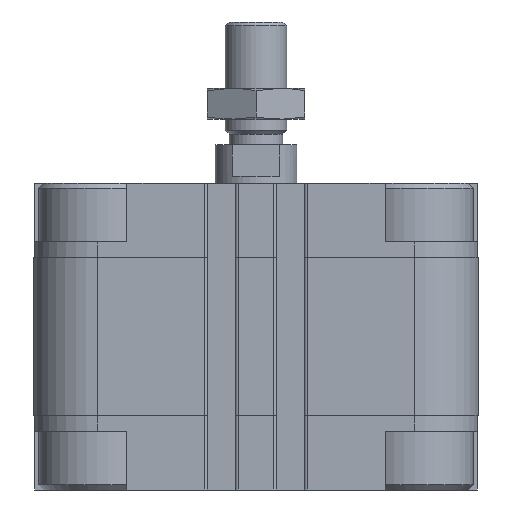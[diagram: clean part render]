
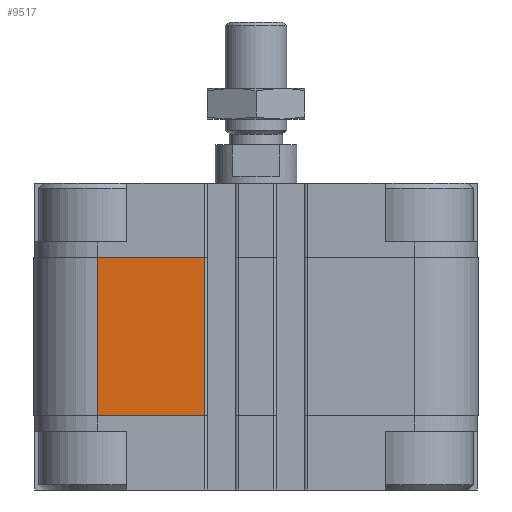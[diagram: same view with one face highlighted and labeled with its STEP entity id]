
A CAD part, front view. The second image highlights one B-rep face of the part: STEP entity #9517.
In plain terms, the highlighted face is planar.
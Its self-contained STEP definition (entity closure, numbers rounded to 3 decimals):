
#1873=ORIENTED_EDGE('',*,*,#4283,.F.);
#1874=ORIENTED_EDGE('',*,*,#4309,.F.);
#1875=ORIENTED_EDGE('',*,*,#3997,.T.);
#1876=ORIENTED_EDGE('',*,*,#4310,.T.);
#3997=EDGE_CURVE('',#5367,#5366,#6166,.T.);
#4283=EDGE_CURVE('',#5536,#5537,#6374,.T.);
#4309=EDGE_CURVE('',#5367,#5536,#6394,.T.);
#4310=EDGE_CURVE('',#5366,#5537,#6395,.T.);
#5366=VERTEX_POINT('',#14677);
#5367=VERTEX_POINT('',#14679);
#5536=VERTEX_POINT('',#15239);
#5537=VERTEX_POINT('',#15241);
#6166=LINE('',#14678,#7028);
#6374=LINE('',#15240,#7236);
#6394=LINE('',#15294,#7256);
#6395=LINE('',#15296,#7257);
#7028=VECTOR('',#11367,1000.);
#7236=VECTOR('',#11943,1000.);
#7256=VECTOR('',#12017,1000.);
#7257=VECTOR('',#12020,1000.);
#7797=EDGE_LOOP('',(#1873,#1874,#1875,#1876));
#8475=FACE_BOUND('',#7797,.T.);
#9073=PLANE('',#10286);
#9517=ADVANCED_FACE('',(#8475),#9073,.T.);
#10286=AXIS2_PLACEMENT_3D('',#15295,#12018,#12019);
#11367=DIRECTION('',(-1.,0.,0.));
#11943=DIRECTION('',(-1.,0.,0.));
#12017=DIRECTION('',(0.,0.,1.));
#12018=DIRECTION('',(0.,1.,0.));
#12019=DIRECTION('',(0.,0.,1.));
#12020=DIRECTION('',(0.,0.,1.));
#14677=CARTESIAN_POINT('',(10.05,43.5,-45.5));
#14678=CARTESIAN_POINT('',(31.,43.5,-45.5));
#14679=CARTESIAN_POINT('',(31.,43.5,-45.5));
#15239=CARTESIAN_POINT('',(31.,43.5,-14.5));
#15240=CARTESIAN_POINT('',(31.,43.5,-14.5));
#15241=CARTESIAN_POINT('',(10.05,43.5,-14.5));
#15294=CARTESIAN_POINT('',(31.,43.5,-45.5));
#15295=CARTESIAN_POINT('',(31.,43.5,-45.5));
#15296=CARTESIAN_POINT('',(10.05,43.5,-45.5));
